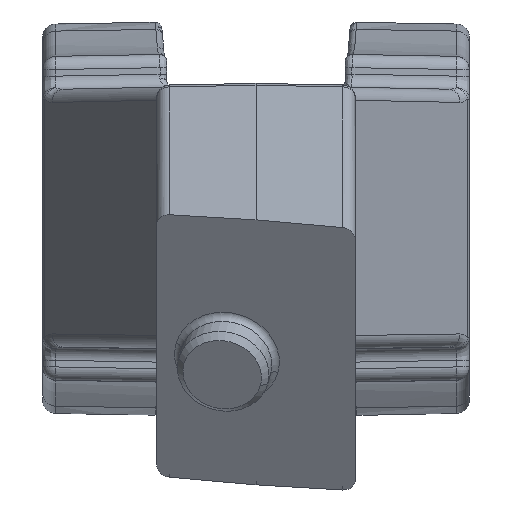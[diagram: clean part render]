
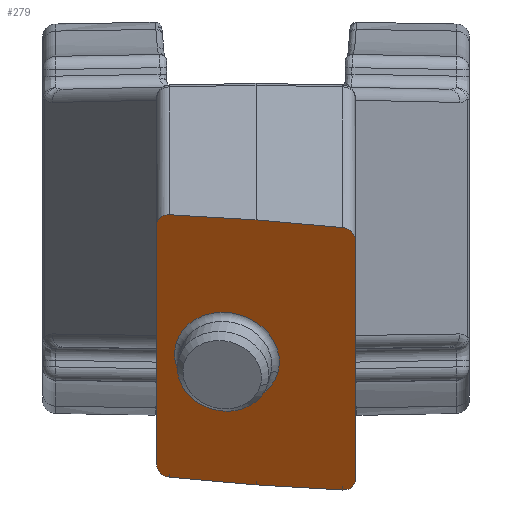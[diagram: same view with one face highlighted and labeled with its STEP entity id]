
A CAD part, top view. The second image highlights one B-rep face of the part: STEP entity #279.
In plain terms, the highlighted planar face has unit normal (-0.144, -0.508, 0.849).
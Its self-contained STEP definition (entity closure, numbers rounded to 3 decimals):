
#49=CARTESIAN_POINT('Axis2P3D Location',(-5.288,-1.345,289.604)) ;
#101=CARTESIAN_POINT('Vertex',(-10.939,-23.69,275.274)) ;
#104=CARTESIAN_POINT('Axis2P3D Location',(-18.637,-21.513,275.274)) ;
#108=CARTESIAN_POINT('Vertex',(-26.335,-19.335,275.274)) ;
#133=CARTESIAN_POINT('Axis2P3D Location',(-18.637,-21.513,275.274)) ;
#145=CARTESIAN_POINT('Line Origine',(-20.767,-0.288,287.616)) ;
#149=CARTESIAN_POINT('Vertex',(-14.25,-0.676,288.487)) ;
#151=CARTESIAN_POINT('Vertex',(-27.285,0.101,286.745)) ;
#155=CARTESIAN_POINT('Control Point',(-29.25,-1.468,285.473)) ;
#156=CARTESIAN_POINT('Control Point',(-29.25,-1.308,285.57)) ;
#157=CARTESIAN_POINT('Control Point',(-29.228,-1.149,285.668)) ;
#158=CARTESIAN_POINT('Control Point',(-29.184,-0.994,285.768)) ;
#159=CARTESIAN_POINT('Control Point',(-29.054,-0.7,285.966)) ;
#160=CARTESIAN_POINT('Control Point',(-28.846,-0.446,286.154)) ;
#161=CARTESIAN_POINT('Control Point',(-28.724,-0.331,286.243)) ;
#162=CARTESIAN_POINT('Control Point',(-28.448,-0.131,286.41)) ;
#163=CARTESIAN_POINT('Control Point',(-28.121,0.005,286.546)) ;
#164=CARTESIAN_POINT('Control Point',(-27.947,0.055,286.606)) ;
#165=CARTESIAN_POINT('Control Point',(-27.709,0.097,286.671)) ;
#166=CARTESIAN_POINT('Control Point',(-27.464,0.106,286.718)) ;
#167=CARTESIAN_POINT('Control Point',(-27.404,0.106,286.728)) ;
#168=CARTESIAN_POINT('Control Point',(-27.345,0.105,286.737)) ;
#169=CARTESIAN_POINT('Control Point',(-27.285,0.101,286.745)) ;
#170=CARTESIAN_POINT('Vertex',(-29.25,-1.468,285.473)) ;
#173=CARTESIAN_POINT('Line Origine',(-29.25,-19.557,274.647)) ;
#177=CARTESIAN_POINT('Vertex',(-29.25,-37.646,263.821)) ;
#181=CARTESIAN_POINT('Control Point',(-29.25,-37.646,263.821)) ;
#182=CARTESIAN_POINT('Control Point',(-29.25,-37.807,263.725)) ;
#183=CARTESIAN_POINT('Control Point',(-29.228,-37.969,263.632)) ;
#184=CARTESIAN_POINT('Control Point',(-29.184,-38.13,263.543)) ;
#185=CARTESIAN_POINT('Control Point',(-29.054,-38.444,263.377)) ;
#186=CARTESIAN_POINT('Control Point',(-28.846,-38.729,263.242)) ;
#187=CARTESIAN_POINT('Control Point',(-28.724,-38.862,263.183)) ;
#188=CARTESIAN_POINT('Control Point',(-28.448,-39.103,263.085)) ;
#189=CARTESIAN_POINT('Control Point',(-28.121,-39.288,263.03)) ;
#190=CARTESIAN_POINT('Control Point',(-27.947,-39.364,263.014)) ;
#191=CARTESIAN_POINT('Control Point',(-27.709,-39.441,263.008)) ;
#192=CARTESIAN_POINT('Control Point',(-27.464,-39.487,263.022)) ;
#193=CARTESIAN_POINT('Control Point',(-27.404,-39.496,263.027)) ;
#194=CARTESIAN_POINT('Control Point',(-27.345,-39.503,263.033)) ;
#195=CARTESIAN_POINT('Control Point',(-27.285,-39.509,263.039)) ;
#196=CARTESIAN_POINT('Vertex',(-27.285,-39.509,263.039)) ;
#199=CARTESIAN_POINT('Line Origine',(-20.767,-40.092,263.793)) ;
#203=CARTESIAN_POINT('Vertex',(-14.25,-40.676,264.547)) ;
#206=CARTESIAN_POINT('Line Origine',(-7.733,-41.065,265.418)) ;
#210=CARTESIAN_POINT('Vertex',(-1.215,-41.453,266.289)) ;
#214=CARTESIAN_POINT('Control Point',(-1.215,-41.453,266.289)) ;
#215=CARTESIAN_POINT('Control Point',(-1.028,-41.464,266.314)) ;
#216=CARTESIAN_POINT('Control Point',(-0.841,-41.457,266.35)) ;
#217=CARTESIAN_POINT('Control Point',(-0.658,-41.43,266.397)) ;
#218=CARTESIAN_POINT('Control Point',(-0.307,-41.34,266.51)) ;
#219=CARTESIAN_POINT('Control Point',(0.004,-41.18,266.659)) ;
#220=CARTESIAN_POINT('Control Point',(0.146,-41.083,266.741)) ;
#221=CARTESIAN_POINT('Control Point',(0.399,-40.862,266.916)) ;
#222=CARTESIAN_POINT('Control Point',(0.58,-40.591,267.109)) ;
#223=CARTESIAN_POINT('Control Point',(0.651,-40.445,267.208)) ;
#224=CARTESIAN_POINT('Control Point',(0.716,-40.244,267.339)) ;
#225=CARTESIAN_POINT('Control Point',(0.743,-40.036,267.469)) ;
#226=CARTESIAN_POINT('Control Point',(0.748,-39.985,267.5)) ;
#227=CARTESIAN_POINT('Control Point',(0.75,-39.935,267.53)) ;
#228=CARTESIAN_POINT('Control Point',(0.75,-39.884,267.561)) ;
#229=CARTESIAN_POINT('Vertex',(0.75,-39.884,267.561)) ;
#232=CARTESIAN_POINT('Line Origine',(0.75,-21.795,278.387)) ;
#236=CARTESIAN_POINT('Vertex',(0.75,-3.706,289.213)) ;
#240=CARTESIAN_POINT('Control Point',(-1.215,-1.844,289.995)) ;
#241=CARTESIAN_POINT('Control Point',(-1.028,-1.86,290.016)) ;
#242=CARTESIAN_POINT('Control Point',(-0.841,-1.896,290.027)) ;
#243=CARTESIAN_POINT('Control Point',(-0.658,-1.95,290.025)) ;
#244=CARTESIAN_POINT('Control Point',(-0.307,-2.093,289.999)) ;
#245=CARTESIAN_POINT('Control Point',(0.004,-2.299,289.929)) ;
#246=CARTESIAN_POINT('Control Point',(0.146,-2.417,289.882)) ;
#247=CARTESIAN_POINT('Control Point',(0.399,-2.676,289.77)) ;
#248=CARTESIAN_POINT('Control Point',(0.58,-2.974,289.622)) ;
#249=CARTESIAN_POINT('Control Point',(0.651,-3.13,289.541)) ;
#250=CARTESIAN_POINT('Control Point',(0.716,-3.341,289.426)) ;
#251=CARTESIAN_POINT('Control Point',(0.743,-3.553,289.303)) ;
#252=CARTESIAN_POINT('Control Point',(0.748,-3.605,289.273)) ;
#253=CARTESIAN_POINT('Control Point',(0.75,-3.655,289.243)) ;
#254=CARTESIAN_POINT('Control Point',(0.75,-3.706,289.213)) ;
#255=CARTESIAN_POINT('Vertex',(-1.215,-1.844,289.995)) ;
#258=CARTESIAN_POINT('Line Origine',(-7.733,-1.26,289.241)) ;
#147=VECTOR('Line Direction',#146,1.) ;
#175=VECTOR('Line Direction',#174,1.) ;
#201=VECTOR('Line Direction',#200,1.) ;
#208=VECTOR('Line Direction',#207,1.) ;
#234=VECTOR('Line Direction',#233,1.) ;
#260=VECTOR('Line Direction',#259,1.) ;
#50=DIRECTION('Axis2P3D Direction',(0.144,0.508,-0.849)) ;
#51=DIRECTION('Axis2P3D XDirection',(0.,-0.858,-0.514)) ;
#105=DIRECTION('Axis2P3D Direction',(0.144,0.508,-0.849)) ;
#134=DIRECTION('Axis2P3D Direction',(0.144,0.508,-0.849)) ;
#146=DIRECTION('Vector Direction',(-0.989,0.059,-0.132)) ;
#174=DIRECTION('Vector Direction',(0.,-0.858,-0.514)) ;
#200=DIRECTION('Vector Direction',(-0.989,0.089,-0.114)) ;
#207=DIRECTION('Vector Direction',(0.989,-0.059,0.132)) ;
#233=DIRECTION('Vector Direction',(0.,-0.858,-0.514)) ;
#259=DIRECTION('Vector Direction',(0.989,-0.089,0.114)) ;
#52=AXIS2_PLACEMENT_3D('Plane Axis2P3D',#49,#50,#51) ;
#106=AXIS2_PLACEMENT_3D('Circle Axis2P3D',#104,#105,$) ;
#135=AXIS2_PLACEMENT_3D('Circle Axis2P3D',#133,#134,$) ;
#148=LINE('Line',#145,#147) ;
#176=LINE('Line',#173,#175) ;
#202=LINE('Line',#199,#201) ;
#209=LINE('Line',#206,#208) ;
#235=LINE('Line',#232,#234) ;
#261=LINE('Line',#258,#260) ;
#107=CIRCLE('generated circle',#106,8.) ;
#136=CIRCLE('generated circle',#135,8.) ;
#53=PLANE('Plan.8',#52) ;
#278=FACE_BOUND('',#275,.T.) ;
#110=EDGE_CURVE('',#109,#102,#107,.T.) ;
#137=EDGE_CURVE('',#102,#109,#136,.T.) ;
#153=EDGE_CURVE('',#150,#152,#148,.T.) ;
#172=EDGE_CURVE('',#171,#152,#154,.T.) ;
#179=EDGE_CURVE('',#171,#178,#176,.T.) ;
#198=EDGE_CURVE('',#178,#197,#180,.T.) ;
#205=EDGE_CURVE('',#204,#197,#202,.T.) ;
#212=EDGE_CURVE('',#204,#211,#209,.T.) ;
#231=EDGE_CURVE('',#230,#211,#213,.F.) ;
#238=EDGE_CURVE('',#237,#230,#235,.T.) ;
#257=EDGE_CURVE('',#256,#237,#239,.T.) ;
#262=EDGE_CURVE('',#256,#150,#261,.F.) ;
#264=ORIENTED_EDGE('',*,*,#153,.T.) ;
#265=ORIENTED_EDGE('',*,*,#172,.F.) ;
#266=ORIENTED_EDGE('',*,*,#179,.T.) ;
#267=ORIENTED_EDGE('',*,*,#198,.T.) ;
#268=ORIENTED_EDGE('',*,*,#205,.F.) ;
#269=ORIENTED_EDGE('',*,*,#212,.T.) ;
#270=ORIENTED_EDGE('',*,*,#231,.F.) ;
#271=ORIENTED_EDGE('',*,*,#238,.F.) ;
#272=ORIENTED_EDGE('',*,*,#257,.F.) ;
#273=ORIENTED_EDGE('',*,*,#262,.T.) ;
#276=ORIENTED_EDGE('',*,*,#137,.T.) ;
#277=ORIENTED_EDGE('',*,*,#110,.T.) ;
#263=EDGE_LOOP('',(#264,#265,#266,#267,#268,#269,#270,#271,#272,#273)) ;
#275=EDGE_LOOP('',(#276,#277)) ;
#102=VERTEX_POINT('',#101) ;
#109=VERTEX_POINT('',#108) ;
#150=VERTEX_POINT('',#149) ;
#152=VERTEX_POINT('',#151) ;
#171=VERTEX_POINT('',#170) ;
#178=VERTEX_POINT('',#177) ;
#197=VERTEX_POINT('',#196) ;
#204=VERTEX_POINT('',#203) ;
#211=VERTEX_POINT('',#210) ;
#230=VERTEX_POINT('',#229) ;
#237=VERTEX_POINT('',#236) ;
#256=VERTEX_POINT('',#255) ;
#279=ADVANCED_FACE('Corps principal',(#274,#278),#53,.F.) ;
#154=B_SPLINE_CURVE_WITH_KNOTS('',5,(#155,#156,#157,#158,#159,#160,#161,#162,#163,#164,#165,#166,#167,#168,#169),.UNSPECIFIED.,.F.,.U.,(6,3,3,3,6),(0.,1.324,2.654,3.989,4.416),.UNSPECIFIED.) ;
#180=B_SPLINE_CURVE_WITH_KNOTS('',5,(#181,#182,#183,#184,#185,#186,#187,#188,#189,#190,#191,#192,#193,#194,#195),.UNSPECIFIED.,.F.,.U.,(6,3,3,3,6),(0.,1.324,2.654,3.989,4.416),.UNSPECIFIED.) ;
#213=B_SPLINE_CURVE_WITH_KNOTS('',5,(#214,#215,#216,#217,#218,#219,#220,#221,#222,#223,#224,#225,#226,#227,#228),.UNSPECIFIED.,.F.,.U.,(6,3,3,3,6),(0.,1.337,2.67,3.998,4.416),.UNSPECIFIED.) ;
#239=B_SPLINE_CURVE_WITH_KNOTS('',5,(#240,#241,#242,#243,#244,#245,#246,#247,#248,#249,#250,#251,#252,#253,#254),.UNSPECIFIED.,.F.,.U.,(6,3,3,3,6),(0.,1.337,2.67,3.998,4.416),.UNSPECIFIED.) ;
#274=FACE_OUTER_BOUND('',#263,.T.) ;
